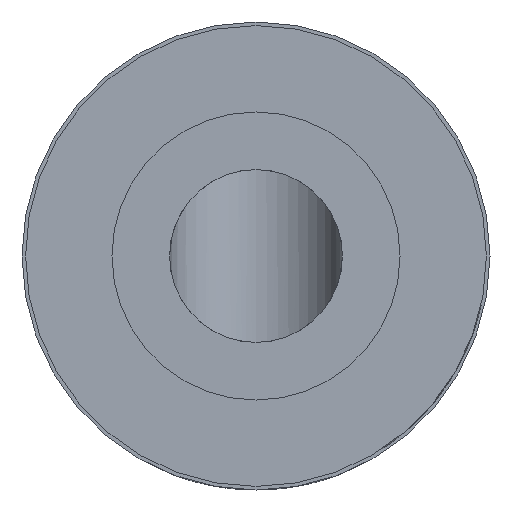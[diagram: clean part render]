
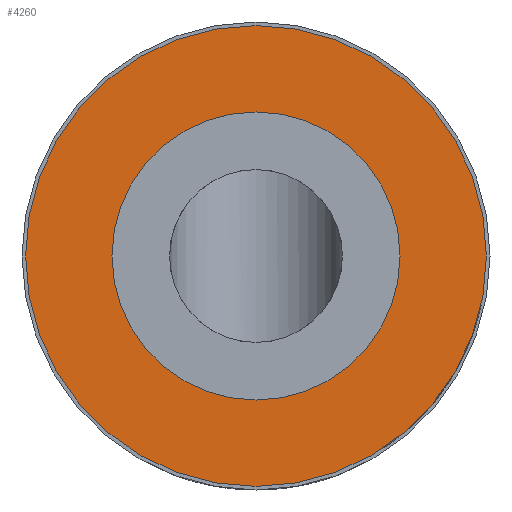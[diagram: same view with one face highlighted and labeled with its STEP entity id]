
A CAD part, front view. The second image highlights one B-rep face of the part: STEP entity #4260.
In plain terms, the highlighted planar face has unit normal (0, -1, 0).
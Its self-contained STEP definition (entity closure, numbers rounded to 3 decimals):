
#184 = VERTEX_POINT ( 'NONE', #514 ) ;
#514 = CARTESIAN_POINT ( 'NONE',  ( 0., 0., 10. ) ) ;
#688 = EDGE_LOOP ( 'NONE', ( #1693, #1359 ) ) ;
#1042 = VERTEX_POINT ( 'NONE', #4179 ) ;
#1049 = DIRECTION ( 'NONE',  ( 0., 0., -1. ) ) ;
#1126 = FACE_OUTER_BOUND ( 'NONE', #688, .T. ) ;
#1248 = DIRECTION ( 'NONE',  ( 0., 0., -1. ) ) ;
#1359 = ORIENTED_EDGE ( 'NONE', *, *, #5859, .T. ) ;
#1493 = CARTESIAN_POINT ( 'NONE',  ( 0., 0., 0. ) ) ;
#1526 = VERTEX_POINT ( 'NONE', #2854 ) ;
#1693 = ORIENTED_EDGE ( 'NONE', *, *, #3589, .T. ) ;
#1855 = EDGE_CURVE ( 'NONE', #184, #1526, #6668, .T. ) ;
#2223 = DIRECTION ( 'NONE',  ( 0., -1., 0. ) ) ;
#2447 = AXIS2_PLACEMENT_3D ( 'NONE', #2617, #5698, #4751 ) ;
#2617 = CARTESIAN_POINT ( 'NONE',  ( 0., 0., 0. ) ) ;
#2661 = PLANE ( 'NONE',  #4498 ) ;
#2831 = ORIENTED_EDGE ( 'NONE', *, *, #1855, .F. ) ;
#2854 = CARTESIAN_POINT ( 'NONE',  ( 0., 0., -10. ) ) ;
#3090 = AXIS2_PLACEMENT_3D ( 'NONE', #1493, #5695, #1049 ) ;
#3164 = DIRECTION ( 'NONE',  ( 0., 0., -1. ) ) ;
#3589 = EDGE_CURVE ( 'NONE', #1042, #5123, #4946, .T. ) ;
#3732 = CIRCLE ( 'NONE', #5894, 10. ) ;
#3844 = CIRCLE ( 'NONE', #3090, 16. ) ;
#4132 = ORIENTED_EDGE ( 'NONE', *, *, #4843, .F. ) ;
#4179 = CARTESIAN_POINT ( 'NONE',  ( 0., 0., -16. ) ) ;
#4260 = ADVANCED_FACE ( 'NONE', ( #5868, #1126 ), #2661, .T. ) ;
#4498 = AXIS2_PLACEMENT_3D ( 'NONE', #5264, #5835, #3164 ) ;
#4505 = AXIS2_PLACEMENT_3D ( 'NONE', #6326, #5888, #1248 ) ;
#4632 = EDGE_LOOP ( 'NONE', ( #4132, #2831 ) ) ;
#4751 = DIRECTION ( 'NONE',  ( 0., 0., -1. ) ) ;
#4843 = EDGE_CURVE ( 'NONE', #1526, #184, #3732, .T. ) ;
#4901 = DIRECTION ( 'NONE',  ( 0., 0., -1. ) ) ;
#4946 = CIRCLE ( 'NONE', #2447, 16. ) ;
#5123 = VERTEX_POINT ( 'NONE', #5781 ) ;
#5264 = CARTESIAN_POINT ( 'NONE',  ( 0., 0., 0. ) ) ;
#5300 = CARTESIAN_POINT ( 'NONE',  ( 0., 0., 0. ) ) ;
#5695 = DIRECTION ( 'NONE',  ( 0., -1., 0. ) ) ;
#5698 = DIRECTION ( 'NONE',  ( 0., -1., 0. ) ) ;
#5781 = CARTESIAN_POINT ( 'NONE',  ( 0., 0., 16. ) ) ;
#5835 = DIRECTION ( 'NONE',  ( 0., -1., 0. ) ) ;
#5859 = EDGE_CURVE ( 'NONE', #5123, #1042, #3844, .T. ) ;
#5868 = FACE_BOUND ( 'NONE', #4632, .T. ) ;
#5888 = DIRECTION ( 'NONE',  ( 0., -1., 0. ) ) ;
#5894 = AXIS2_PLACEMENT_3D ( 'NONE', #5300, #2223, #4901 ) ;
#6326 = CARTESIAN_POINT ( 'NONE',  ( 0., 0., 0. ) ) ;
#6668 = CIRCLE ( 'NONE', #4505, 10. ) ;
